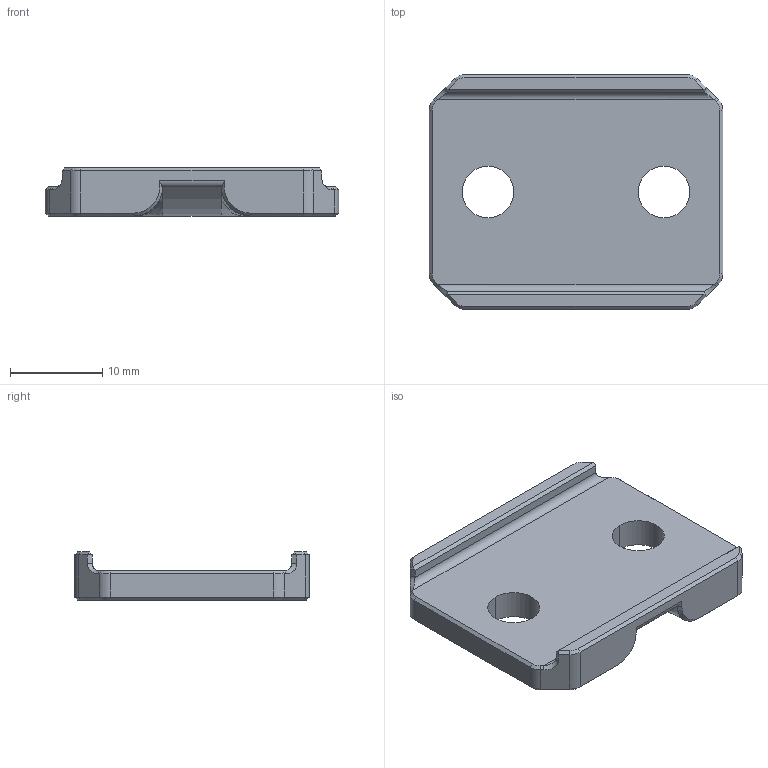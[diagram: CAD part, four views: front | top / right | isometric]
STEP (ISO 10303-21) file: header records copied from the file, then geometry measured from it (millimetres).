
FILE_DESCRIPTION (( 'STEP AP203' ), '1' );
FILE_NAME ('string runner.STEP', '2018-01-10T15:58:39', ( '' ), ( '' ), 'SwSTEP 2.0', 'SolidWorks 2017', '' );
FILE_SCHEMA (( 'CONFIG_CONTROL_DESIGN' ));
Length unit declared in the file: inch
Products named in the file (1): string runner
Bounding box: 31.75 x 25.4 x 5.21 mm (x, y, z)
Volume: 2322.5 mm3; surface area: 2067.9 mm2
Topology: 1 solids, 1 shells, 105 faces, 249 edges, 142 vertices
Faces by surface type: plane 55, cylinder 22, cone 20, bspline 8
Entity records: 4024 total; most frequent: CARTESIAN_POINT 1615, ORIENTED_EDGE 490, DIRECTION 469, EDGE_CURVE 245, AXIS2_PLACEMENT_3D 158, VECTOR 153, LINE 153, VERTEX_POINT 142
